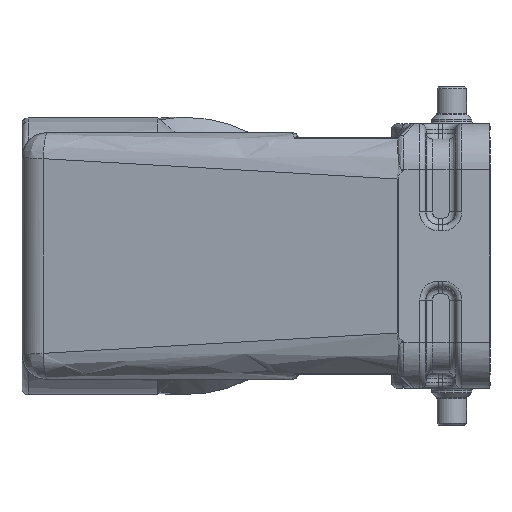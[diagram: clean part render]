
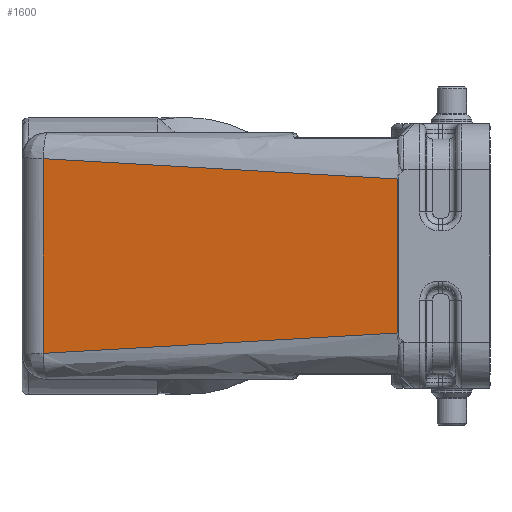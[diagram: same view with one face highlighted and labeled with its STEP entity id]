
A CAD part, left-side view. The second image highlights one B-rep face of the part: STEP entity #1600.
In plain terms, the highlighted planar face has unit normal (-0.99, 0.139, 0).
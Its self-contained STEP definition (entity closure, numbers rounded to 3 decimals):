
#969=PLANE('',#13463);
#1600=ADVANCED_FACE('',(#2525),#969,.T.);
#2525=FACE_OUTER_BOUND('',#3316,.T.);
#3316=EDGE_LOOP('',(#7085,#7086,#7087,#7088));
#7085=ORIENTED_EDGE('',*,*,#9167,.T.);
#7086=ORIENTED_EDGE('',*,*,#10658,.T.);
#7087=ORIENTED_EDGE('',*,*,#10659,.T.);
#7088=ORIENTED_EDGE('',*,*,#10660,.T.);
#8004=VERTEX_POINT('',#16670);
#8005=VERTEX_POINT('',#16672);
#8958=VERTEX_POINT('',#25118);
#8960=VERTEX_POINT('',#25273);
#9167=EDGE_CURVE('',#8005,#8004,#10994,.T.);
#10658=EDGE_CURVE('',#8004,#8960,#11671,.T.);
#10659=EDGE_CURVE('',#8960,#8958,#11672,.T.);
#10660=EDGE_CURVE('',#8958,#8005,#11673,.T.);
#10994=LINE('',#16671,#11777);
#11671=LINE('',#25272,#12520);
#11672=LINE('',#25274,#12521);
#11673=LINE('',#25275,#12522);
#11777=VECTOR('',#13701,1.);
#12520=VECTOR('',#16110,1.);
#12521=VECTOR('',#16111,1.);
#12522=VECTOR('',#16112,1.);
#13463=AXIS2_PLACEMENT_3D('',#25276,#16113,#16114);
#13701=DIRECTION('',(0.,0.,1.));
#16110=DIRECTION('',(0.139,0.989,0.057));
#16111=DIRECTION('',(0.,0.,-1.));
#16112=DIRECTION('',(-0.139,-0.989,0.057));
#16113=DIRECTION('',(-0.99,0.139,0.));
#16114=DIRECTION('',(-0.139,-0.99,0.));
#16670=CARTESIAN_POINT('',(-48.769,-55.829,12.504));
#16671=CARTESIAN_POINT('',(-48.769,-55.829,-12.504));
#16672=CARTESIAN_POINT('',(-48.769,-55.829,-12.504));
#25118=CARTESIAN_POINT('',(-40.69,1.659,-15.802));
#25272=CARTESIAN_POINT('',(-48.769,-55.829,12.504));
#25273=CARTESIAN_POINT('',(-40.69,1.659,15.802));
#25274=CARTESIAN_POINT('',(-40.69,1.659,15.802));
#25275=CARTESIAN_POINT('',(-40.69,1.659,-15.802));
#25276=CARTESIAN_POINT('',(-39.764,8.251,-16.802));
